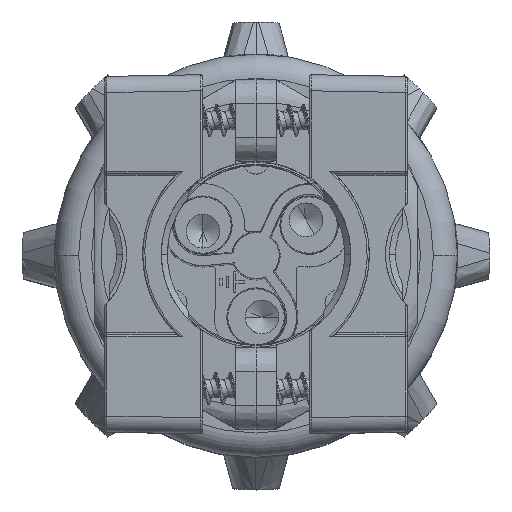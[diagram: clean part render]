
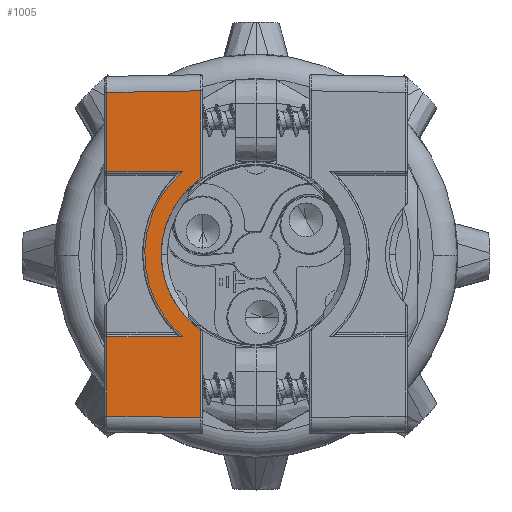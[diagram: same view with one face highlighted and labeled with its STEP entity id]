
A CAD part, top view. The second image highlights one B-rep face of the part: STEP entity #1005.
In plain terms, the highlighted planar face has unit normal (-0.018, 0, 1).
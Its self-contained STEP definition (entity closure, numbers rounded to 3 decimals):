
#1005=ADVANCED_FACE('',(#3412),#3413,.T.);
#3412=FACE_OUTER_BOUND('',#16071,.T.);
#3413=PLANE('',#16072);
#16071=EDGE_LOOP('',(#37065,#37066,#37067,#37068,#37069,#37070,#37071,#37072,#37073,#37074));
#16072=AXIS2_PLACEMENT_3D('',#37075,#37076,#37077);
#37065=ORIENTED_EDGE('',*,*,#42666,.F.);
#37066=ORIENTED_EDGE('',*,*,#42667,.F.);
#37067=ORIENTED_EDGE('',*,*,#42668,.T.);
#37068=ORIENTED_EDGE('',*,*,#42669,.T.);
#37069=ORIENTED_EDGE('',*,*,#42670,.T.);
#37070=ORIENTED_EDGE('',*,*,#42671,.F.);
#37071=ORIENTED_EDGE('',*,*,#42672,.T.);
#37072=ORIENTED_EDGE('',*,*,#42673,.F.);
#37073=ORIENTED_EDGE('',*,*,#42639,.F.);
#37074=ORIENTED_EDGE('',*,*,#42637,.F.);
#37075=CARTESIAN_POINT('',(-6.6,-23.882,36.65));
#37076=DIRECTION('',(-0.017,0.0,1.));
#37077=DIRECTION('',(0.0,1.0,0.0));
#42637=EDGE_CURVE('',#47818,#47820,#47821,.T.);
#42639=EDGE_CURVE('',#47820,#47823,#47824,.T.);
#42666=EDGE_CURVE('',#47864,#47818,#47866,.T.);
#42667=EDGE_CURVE('',#47867,#47864,#47868,.T.);
#42668=EDGE_CURVE('',#47867,#47869,#47870,.T.);
#42669=EDGE_CURVE('',#47869,#47871,#47872,.T.);
#42670=EDGE_CURVE('',#47871,#47873,#47874,.T.);
#42671=EDGE_CURVE('',#47875,#47873,#47876,.T.);
#42672=EDGE_CURVE('',#47875,#47877,#47878,.T.);
#42673=EDGE_CURVE('',#47823,#47877,#47879,.T.);
#47818=VERTEX_POINT('',#63611);
#47820=VERTEX_POINT('',#63613);
#47821=LINE('',#63614,#63615);
#47823=VERTEX_POINT('',#63626);
#47824=B_SPLINE_CURVE_WITH_KNOTS('',3,(#63627,#63628,#63629,#63630,#63631,#63632,#63633,#63634,#63635,#63636,#63637,#63638,#63639,#63640,#63641,#63642,#63643,#63644,#63645,#63646,#63647,#63648,#63649,#63650,#63651,#63652,#63653),.UNSPECIFIED.,.F.,.F.,(4,1,1,1,1,1,1,1,1,1,1,1,1,1,1,1,1,1,1,1,1,1,1,1,4),(0.0,0.016,0.031,0.063,0.094,0.125,0.156,0.188,0.25,0.313,0.375,0.438,0.5,0.563,0.625,0.688,0.75,0.813,0.844,0.875,0.906,0.938,0.969,0.984,1.0),.UNSPECIFIED.);
#47864=VERTEX_POINT('',#63782);
#47866=LINE('',#63797,#63798);
#47867=VERTEX_POINT('',#63799);
#47868=LINE('',#63800,#63801);
#47869=VERTEX_POINT('',#63802);
#47870=LINE('',#63803,#63804);
#47871=VERTEX_POINT('',#63805);
#47872=B_SPLINE_CURVE_WITH_KNOTS('',3,(#63806,#63807,#63808,#63809,#63810,#63811,#63812,#63813,#63814,#63815,#63816,#63817,#63818,#63819,#63820,#63821,#63822,#63823,#63824,#63825,#63826,#63827),.UNSPECIFIED.,.F.,.F.,(4,1,1,1,1,1,1,1,1,1,1,1,1,1,1,1,1,1,1,4),(0.0,0.053,0.105,0.158,0.211,0.263,0.316,0.368,0.421,0.474,0.526,0.579,0.632,0.684,0.737,0.789,0.842,0.895,0.947,1.0),.UNSPECIFIED.);
#47873=VERTEX_POINT('',#63828);
#47874=LINE('',#63829,#63830);
#47875=VERTEX_POINT('',#63831);
#47876=LINE('',#63832,#63833);
#47877=VERTEX_POINT('',#63834);
#47878=LINE('',#63835,#63836);
#47879=LINE('',#63837,#63838);
#63611=CARTESIAN_POINT('',(-6.854,20.271,36.646));
#63613=CARTESIAN_POINT('',(-6.854,9.414,36.646));
#63614=CARTESIAN_POINT('',(-6.854,20.271,36.646));
#63615=VECTOR('',#77447,10.856);
#63626=CARTESIAN_POINT('',(-6.854,-9.414,36.646));
#63627=CARTESIAN_POINT('',(-6.854,9.414,36.646));
#63628=CARTESIAN_POINT('',(-6.994,9.316,36.643));
#63629=CARTESIAN_POINT('',(-7.261,9.12,36.638));
#63630=CARTESIAN_POINT('',(-7.749,8.728,36.63));
#63631=CARTESIAN_POINT('',(-8.289,8.238,36.621));
#63632=CARTESIAN_POINT('',(-8.849,7.649,36.611));
#63633=CARTESIAN_POINT('',(-9.337,7.061,36.602));
#63634=CARTESIAN_POINT('',(-9.765,6.472,36.595));
#63635=CARTESIAN_POINT('',(-10.263,5.688,36.586));
#63636=CARTESIAN_POINT('',(-10.769,4.707,36.577));
#63637=CARTESIAN_POINT('',(-11.218,3.53,36.569));
#63638=CARTESIAN_POINT('',(-11.528,2.354,36.564));
#63639=CARTESIAN_POINT('',(-11.71,1.177,36.561));
#63640=CARTESIAN_POINT('',(-11.77,0.0,36.56));
#63641=CARTESIAN_POINT('',(-11.71,-1.177,36.561));
#63642=CARTESIAN_POINT('',(-11.528,-2.354,36.564));
#63643=CARTESIAN_POINT('',(-11.218,-3.53,36.569));
#63644=CARTESIAN_POINT('',(-10.769,-4.707,36.577));
#63645=CARTESIAN_POINT('',(-10.263,-5.688,36.586));
#63646=CARTESIAN_POINT('',(-9.765,-6.472,36.595));
#63647=CARTESIAN_POINT('',(-9.337,-7.061,36.602));
#63648=CARTESIAN_POINT('',(-8.849,-7.649,36.611));
#63649=CARTESIAN_POINT('',(-8.289,-8.238,36.621));
#63650=CARTESIAN_POINT('',(-7.749,-8.728,36.63));
#63651=CARTESIAN_POINT('',(-7.261,-9.12,36.638));
#63652=CARTESIAN_POINT('',(-6.994,-9.316,36.643));
#63653=CARTESIAN_POINT('',(-6.854,-9.414,36.646));
#63782=CARTESIAN_POINT('',(-18.504,20.068,36.442));
#63797=CARTESIAN_POINT('',(-18.504,20.068,36.442));
#63798=VECTOR('',#77485,11.654);
#63799=CARTESIAN_POINT('',(-18.504,10.25,36.442));
#63800=CARTESIAN_POINT('',(-18.504,10.25,36.442));
#63801=VECTOR('',#77486,9.818);
#63802=CARTESIAN_POINT('',(-9.117,10.25,36.606));
#63803=CARTESIAN_POINT('',(-18.504,10.25,36.442));
#63804=VECTOR('',#77487,9.389);
#63805=CARTESIAN_POINT('',(-9.117,-10.25,36.606));
#63806=CARTESIAN_POINT('',(-9.117,10.25,36.606));
#63807=CARTESIAN_POINT('',(-9.426,9.983,36.601));
#63808=CARTESIAN_POINT('',(-10.018,9.422,36.59));
#63809=CARTESIAN_POINT('',(-10.829,8.502,36.576));
#63810=CARTESIAN_POINT('',(-11.552,7.514,36.564));
#63811=CARTESIAN_POINT('',(-12.184,6.464,36.553));
#63812=CARTESIAN_POINT('',(-12.718,5.362,36.543));
#63813=CARTESIAN_POINT('',(-13.151,4.216,36.536));
#63814=CARTESIAN_POINT('',(-13.479,3.036,36.53));
#63815=CARTESIAN_POINT('',(-13.699,1.831,36.526));
#63816=CARTESIAN_POINT('',(-13.809,0.612,36.524));
#63817=CARTESIAN_POINT('',(-13.809,-0.612,36.524));
#63818=CARTESIAN_POINT('',(-13.699,-1.831,36.526));
#63819=CARTESIAN_POINT('',(-13.479,-3.036,36.53));
#63820=CARTESIAN_POINT('',(-13.151,-4.216,36.536));
#63821=CARTESIAN_POINT('',(-12.718,-5.362,36.543));
#63822=CARTESIAN_POINT('',(-12.184,-6.464,36.553));
#63823=CARTESIAN_POINT('',(-11.552,-7.514,36.564));
#63824=CARTESIAN_POINT('',(-10.829,-8.502,36.576));
#63825=CARTESIAN_POINT('',(-10.018,-9.422,36.59));
#63826=CARTESIAN_POINT('',(-9.426,-9.983,36.601));
#63827=CARTESIAN_POINT('',(-9.117,-10.25,36.606));
#63828=CARTESIAN_POINT('',(-18.504,-10.25,36.442));
#63829=CARTESIAN_POINT('',(-9.117,-10.25,36.606));
#63830=VECTOR('',#77488,9.389);
#63831=CARTESIAN_POINT('',(-18.504,-20.068,36.442));
#63832=CARTESIAN_POINT('',(-18.504,-20.068,36.442));
#63833=VECTOR('',#77489,9.818);
#63834=CARTESIAN_POINT('',(-6.854,-20.271,36.646));
#63835=CARTESIAN_POINT('',(-18.504,-20.068,36.442));
#63836=VECTOR('',#77490,11.654);
#63837=CARTESIAN_POINT('',(-6.854,-9.414,36.646));
#63838=VECTOR('',#77491,10.856);
#77447=DIRECTION('',(0.,-1.0,0.));
#77485=DIRECTION('',(1.,0.017,0.017));
#77486=DIRECTION('',(0.,1.0,0.));
#77487=DIRECTION('',(1.,0.,0.017));
#77488=DIRECTION('',(-1.,0.,-0.017));
#77489=DIRECTION('',(0.,1.0,0.));
#77490=DIRECTION('',(1.,-0.017,0.017));
#77491=DIRECTION('',(0.,-1.0,0.));
